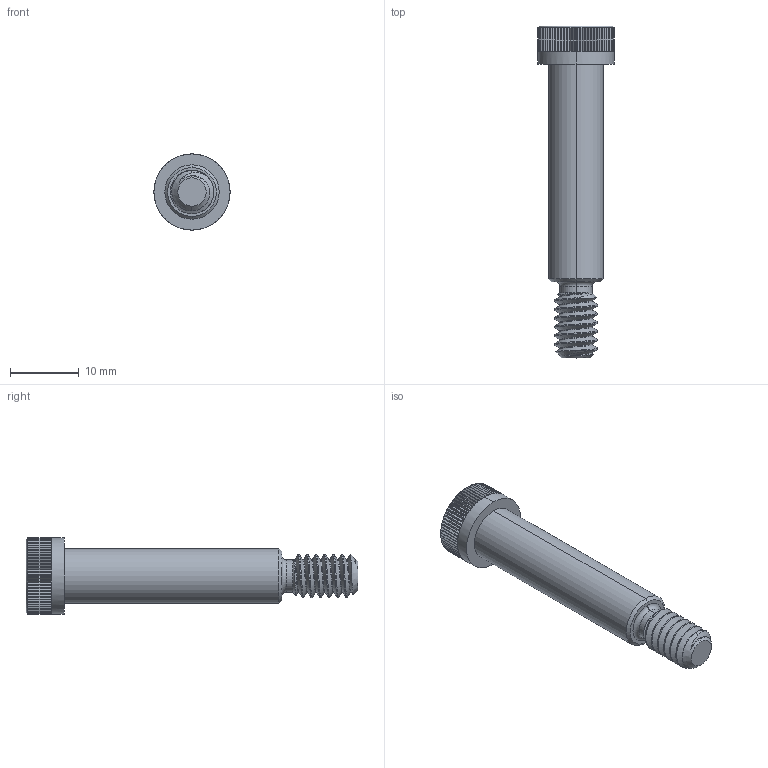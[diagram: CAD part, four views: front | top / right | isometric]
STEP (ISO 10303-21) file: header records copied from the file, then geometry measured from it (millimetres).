
FILE_DESCRIPTION (( 'STEP AP203' ), '1' );
FILE_NAME ('97345A588.step', '2012-02-16T17:34:01', ( 'jim' ), ( '' ), 'SwSTEP 2.0', 'SolidWorks 2009', '' );
FILE_SCHEMA (( 'CONFIG_CONTROL_DESIGN' ));
Length unit declared in the file: inch
Products named in the file (1): 97345A588
Bounding box: 11.11 x 48.42 x 11.11 mm (x, y, z)
Volume: 2306.5 mm3; surface area: 1553.7 mm2
Topology: 1 solids, 1 shells, 443 faces, 1007 edges, 569 vertices
Faces by surface type: plane 299, cylinder 123, cone 17, torus 2, bspline 2
Entity records: 13705 total; most frequent: CARTESIAN_POINT 3757, DIRECTION 2174, ORIENTED_EDGE 2014, EDGE_CURVE 1007, AXIS2_PLACEMENT_3D 799, VECTOR 576, LINE 576, VERTEX_POINT 569
